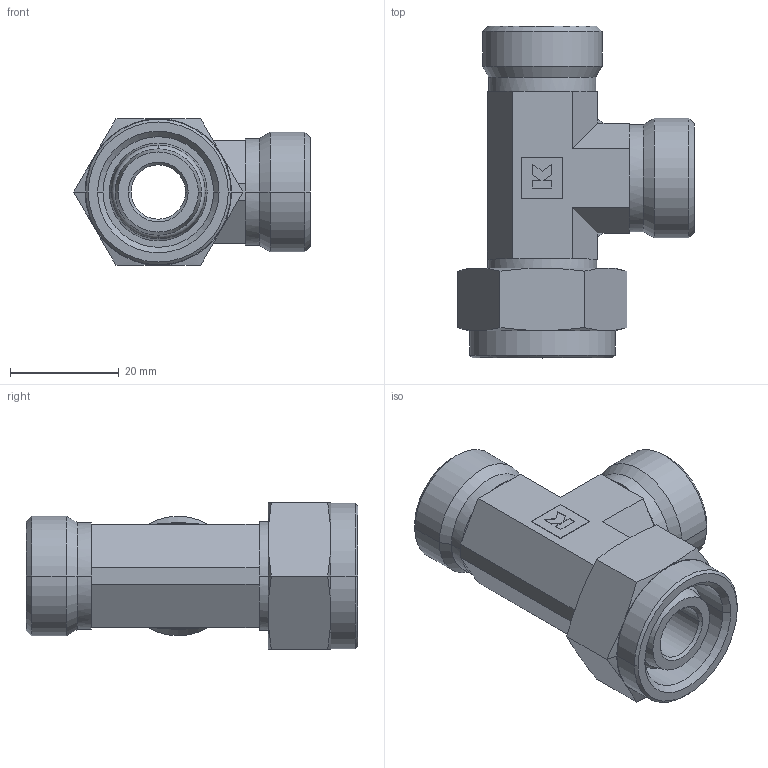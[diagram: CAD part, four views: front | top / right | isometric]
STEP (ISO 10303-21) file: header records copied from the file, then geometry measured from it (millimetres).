
FILE_DESCRIPTION( ( '' ), '1' );
FILE_NAME( '376811522.stp', '2012-08-13T09:48:35', ( '' ), ( '' ), ' ', ' ', ' ' );
FILE_SCHEMA( ( 'CONFIG_CONTROL_DESIGN' ) );
Length unit declared in the file: millimetre
Products named in the file (1): 1
Bounding box: 43.59 x 61.1 x 27 mm (x, y, z)
Volume: 19794.2 mm3; surface area: 10978.2 mm2
Topology: 1 solids, 2 shells, 187 faces, 429 edges, 256 vertices
Faces by surface type: plane 109, cone 44, cylinder 26, torus 8
Entity records: 5229 total; most frequent: DIRECTION 937, CARTESIAN_POINT 921, ORIENTED_EDGE 858, EDGE_CURVE 429, AXIS2_PLACEMENT_3D 344, VERTEX_POINT 256, LINE 249, VECTOR 249
